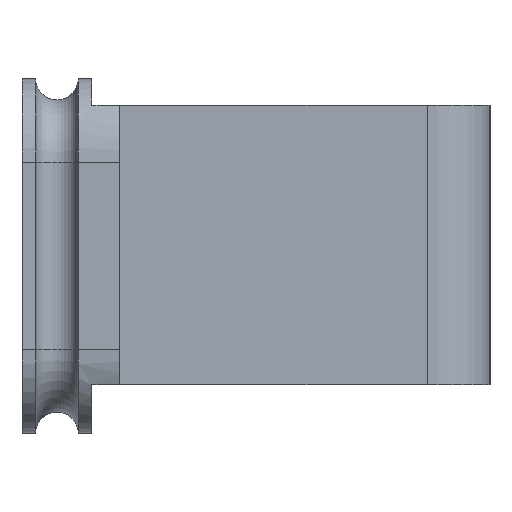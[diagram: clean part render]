
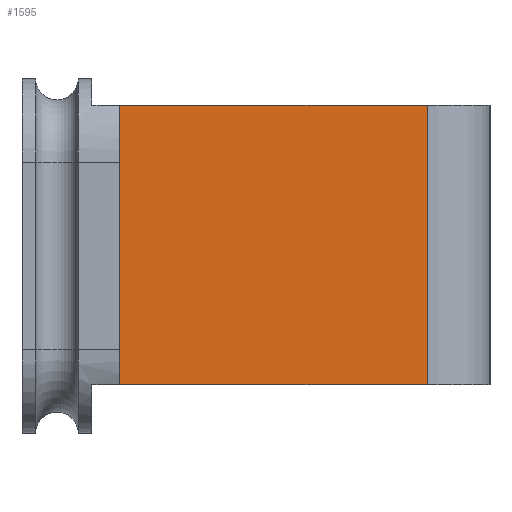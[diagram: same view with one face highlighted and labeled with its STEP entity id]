
A CAD part, left-side view. The second image highlights one B-rep face of the part: STEP entity #1595.
In plain terms, the highlighted planar face has unit normal (-1, 0, 0).
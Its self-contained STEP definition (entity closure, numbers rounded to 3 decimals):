
#121=LINE('',#2792,#261);
#123=LINE('',#2803,#263);
#155=LINE('',#2906,#295);
#158=LINE('',#2913,#298);
#261=VECTOR('',#2031,11.);
#263=VECTOR('',#2043,11.);
#295=VECTOR('',#2175,10.);
#298=VECTOR('',#2186,10.);
#346=PLANE('',#1747);
#500=FACE_OUTER_BOUND('',#638,.T.);
#638=EDGE_LOOP('',(#1478,#1479,#1480,#1481));
#822=VERTEX_POINT('',#2785);
#824=VERTEX_POINT('',#2790);
#826=VERTEX_POINT('',#2799);
#828=VERTEX_POINT('',#2802);
#1000=EDGE_CURVE('',#822,#824,#121,.T.);
#1003=EDGE_CURVE('',#828,#826,#123,.T.);
#1058=EDGE_CURVE('',#822,#826,#155,.T.);
#1061=EDGE_CURVE('',#824,#828,#158,.T.);
#1478=ORIENTED_EDGE('',*,*,#1000,.T.);
#1479=ORIENTED_EDGE('',*,*,#1061,.T.);
#1480=ORIENTED_EDGE('',*,*,#1003,.T.);
#1481=ORIENTED_EDGE('',*,*,#1058,.F.);
#1595=ADVANCED_FACE('',(#500),#346,.T.);
#1747=AXIS2_PLACEMENT_3D('',#2914,#2187,#2188);
#2031=DIRECTION('',(0.,-1.,0.));
#2043=DIRECTION('',(0.,1.,0.));
#2175=DIRECTION('',(0.,0.,1.));
#2186=DIRECTION('',(0.,0.,1.));
#2187=DIRECTION('center_axis',(-1.,0.,0.));
#2188=DIRECTION('ref_axis',(0.,0.,1.));
#2785=CARTESIAN_POINT('',(155.455,138.678,1.75));
#2790=CARTESIAN_POINT('',(155.455,127.678,1.75));
#2792=CARTESIAN_POINT('',(155.455,138.678,1.75));
#2799=CARTESIAN_POINT('',(155.455,138.678,11.75));
#2802=CARTESIAN_POINT('',(155.455,127.678,11.75));
#2803=CARTESIAN_POINT('',(155.455,127.678,11.75));
#2906=CARTESIAN_POINT('',(155.455,138.678,1.75));
#2913=CARTESIAN_POINT('',(155.455,127.678,1.75));
#2914=CARTESIAN_POINT('Origin',(155.455,127.678,0.));
